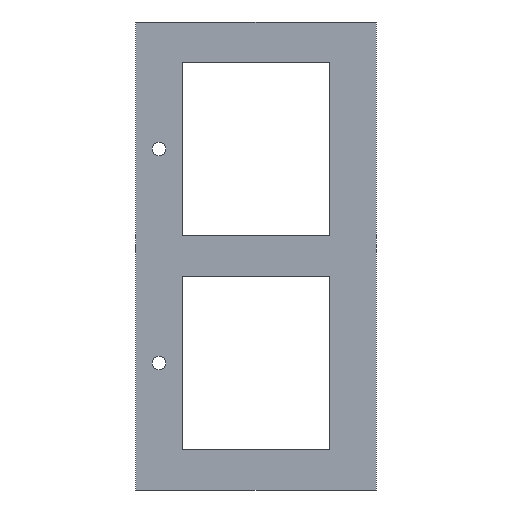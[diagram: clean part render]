
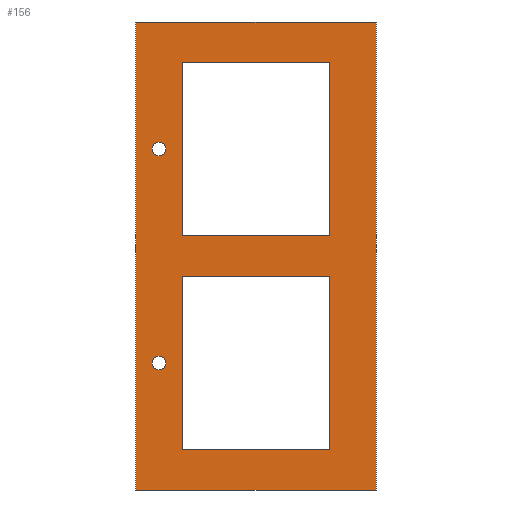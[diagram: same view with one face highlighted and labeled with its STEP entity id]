
A CAD part, top view. The second image highlights one B-rep face of the part: STEP entity #156.
In plain terms, the highlighted planar face has unit normal (0, 0, 1).
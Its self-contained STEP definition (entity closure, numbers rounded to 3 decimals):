
#27=CARTESIAN_POINT('',(495.,1065.,10.));
#28=DIRECTION('',(0.,0.,1.));
#29=DIRECTION('',(-1.,-0.,0.));
#30=AXIS2_PLACEMENT_3D('',#27,#28,#29);
#31=PLANE('',#30);
#32=CARTESIAN_POINT('',(67.5,285.,10.));
#33=VERTEX_POINT('',#32);
#34=CARTESIAN_POINT('',(52.5,285.,10.));
#35=DIRECTION('',(0.,0.,1.));
#36=DIRECTION('',(1.,0.,-0.));
#37=AXIS2_PLACEMENT_3D('',#34,#35,#36);
#38=CIRCLE('',#37,15.);
#39=EDGE_CURVE('',#33,#33,#38,.T.);
#40=ORIENTED_EDGE('',*,*,#39,.F.);
#41=EDGE_LOOP('',(#40));
#42=FACE_BOUND('',#41,.T.);
#43=CARTESIAN_POINT('',(67.5,765.,10.));
#44=VERTEX_POINT('',#43);
#45=CARTESIAN_POINT('',(52.5,765.,10.));
#46=DIRECTION('',(0.,0.,1.));
#47=DIRECTION('',(1.,0.,-0.));
#48=AXIS2_PLACEMENT_3D('',#45,#46,#47);
#49=CIRCLE('',#48,15.);
#50=EDGE_CURVE('',#44,#44,#49,.T.);
#51=ORIENTED_EDGE('',*,*,#50,.F.);
#52=EDGE_LOOP('',(#51));
#53=FACE_BOUND('',#52,.T.);
#54=CARTESIAN_POINT('',(435.,960.,10.));
#55=VERTEX_POINT('',#54);
#56=CARTESIAN_POINT('',(435.,570.,10.));
#57=VERTEX_POINT('',#56);
#58=CARTESIAN_POINT('',(435.,960.,10.));
#59=DIRECTION('',(0.,-1.,0.));
#60=VECTOR('',#59,390.);
#61=LINE('',#58,#60);
#62=EDGE_CURVE('',#55,#57,#61,.T.);
#63=ORIENTED_EDGE('',*,*,#62,.T.);
#64=CARTESIAN_POINT('',(105.,570.,10.));
#65=VERTEX_POINT('',#64);
#66=CARTESIAN_POINT('',(435.,570.,10.));
#67=DIRECTION('',(-1.,-0.,0.));
#68=VECTOR('',#67,330.);
#69=LINE('',#66,#68);
#70=EDGE_CURVE('',#57,#65,#69,.T.);
#71=ORIENTED_EDGE('',*,*,#70,.T.);
#72=CARTESIAN_POINT('',(105.,960.,10.));
#73=VERTEX_POINT('',#72);
#74=CARTESIAN_POINT('',(105.,960.,10.));
#75=DIRECTION('',(0.,-1.,0.));
#76=VECTOR('',#75,390.);
#77=LINE('',#74,#76);
#78=EDGE_CURVE('',#73,#65,#77,.T.);
#79=ORIENTED_EDGE('',*,*,#78,.F.);
#80=CARTESIAN_POINT('',(105.,960.,10.));
#81=DIRECTION('',(1.,0.,0.));
#82=VECTOR('',#81,330.);
#83=LINE('',#80,#82);
#84=EDGE_CURVE('',#73,#55,#83,.T.);
#85=ORIENTED_EDGE('',*,*,#84,.T.);
#86=EDGE_LOOP('',(#63,#71,#79,#85));
#87=FACE_BOUND('',#86,.T.);
#88=CARTESIAN_POINT('',(-0.,1050.,10.));
#89=VERTEX_POINT('',#88);
#90=CARTESIAN_POINT('',(-0.,-0.,10.));
#91=VERTEX_POINT('',#90);
#92=CARTESIAN_POINT('',(-0.,1050.,10.));
#93=DIRECTION('',(0.,-1.,0.));
#94=VECTOR('',#93,1050.);
#95=LINE('',#92,#94);
#96=EDGE_CURVE('',#89,#91,#95,.T.);
#97=ORIENTED_EDGE('',*,*,#96,.T.);
#98=CARTESIAN_POINT('',(540.,-0.,10.));
#99=VERTEX_POINT('',#98);
#100=CARTESIAN_POINT('',(-0.,-0.,10.));
#101=DIRECTION('',(1.,0.,-0.));
#102=VECTOR('',#101,540.);
#103=LINE('',#100,#102);
#104=EDGE_CURVE('',#91,#99,#103,.T.);
#105=ORIENTED_EDGE('',*,*,#104,.T.);
#106=CARTESIAN_POINT('',(540.,1050.,10.));
#107=VERTEX_POINT('',#106);
#108=CARTESIAN_POINT('',(540.,0.,10.));
#109=DIRECTION('',(-0.,1.,-0.));
#110=VECTOR('',#109,1050.);
#111=LINE('',#108,#110);
#112=EDGE_CURVE('',#99,#107,#111,.T.);
#113=ORIENTED_EDGE('',*,*,#112,.T.);
#114=CARTESIAN_POINT('',(540.,1050.,10.));
#115=DIRECTION('',(-1.,-0.,0.));
#116=VECTOR('',#115,540.);
#117=LINE('',#114,#116);
#118=EDGE_CURVE('',#107,#89,#117,.T.);
#119=ORIENTED_EDGE('',*,*,#118,.T.);
#120=EDGE_LOOP('',(#97,#105,#113,#119));
#121=FACE_BOUND('',#120,.T.);
#122=CARTESIAN_POINT('',(105.,90.,10.));
#123=VERTEX_POINT('',#122);
#124=CARTESIAN_POINT('',(105.,480.,10.));
#125=VERTEX_POINT('',#124);
#126=CARTESIAN_POINT('',(105.,90.,10.));
#127=DIRECTION('',(0.,1.,0.));
#128=VECTOR('',#127,390.);
#129=LINE('',#126,#128);
#130=EDGE_CURVE('',#123,#125,#129,.T.);
#131=ORIENTED_EDGE('',*,*,#130,.T.);
#132=CARTESIAN_POINT('',(435.,480.,10.));
#133=VERTEX_POINT('',#132);
#134=CARTESIAN_POINT('',(105.,480.,10.));
#135=DIRECTION('',(1.,0.,0.));
#136=VECTOR('',#135,330.);
#137=LINE('',#134,#136);
#138=EDGE_CURVE('',#125,#133,#137,.T.);
#139=ORIENTED_EDGE('',*,*,#138,.T.);
#140=CARTESIAN_POINT('',(435.,90.,10.));
#141=VERTEX_POINT('',#140);
#142=CARTESIAN_POINT('',(435.,90.,10.));
#143=DIRECTION('',(0.,1.,0.));
#144=VECTOR('',#143,390.);
#145=LINE('',#142,#144);
#146=EDGE_CURVE('',#141,#133,#145,.T.);
#147=ORIENTED_EDGE('',*,*,#146,.F.);
#148=CARTESIAN_POINT('',(435.,90.,10.));
#149=DIRECTION('',(-1.,0.,0.));
#150=VECTOR('',#149,330.);
#151=LINE('',#148,#150);
#152=EDGE_CURVE('',#141,#123,#151,.T.);
#153=ORIENTED_EDGE('',*,*,#152,.T.);
#154=EDGE_LOOP('',(#131,#139,#147,#153));
#155=FACE_BOUND('',#154,.T.);
#156=ADVANCED_FACE('',(#42,#53,#87,#121,#155),#31,.T.);
